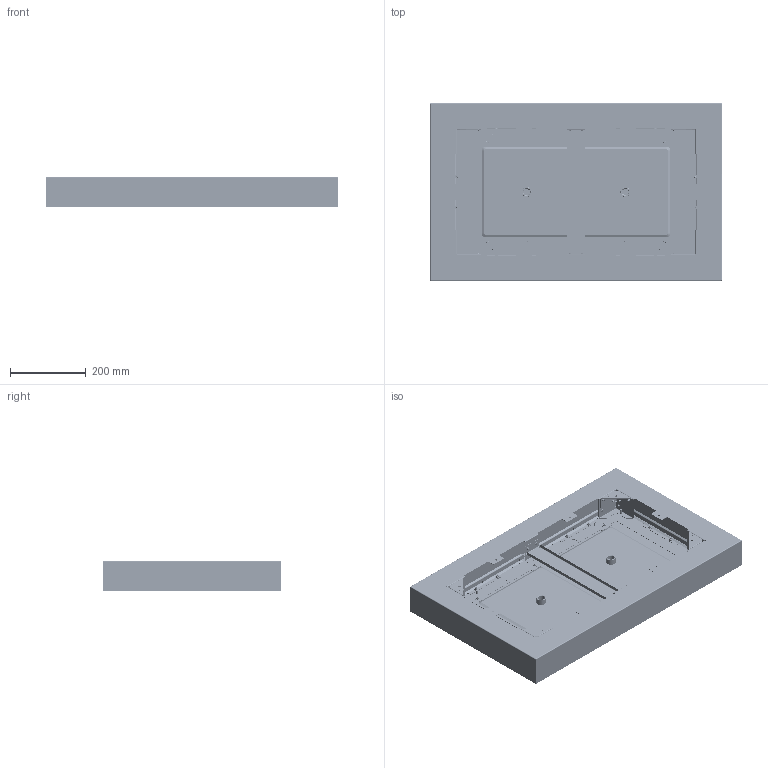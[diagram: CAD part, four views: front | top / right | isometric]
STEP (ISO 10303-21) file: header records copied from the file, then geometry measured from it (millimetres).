
FILE_DESCRIPTION(('STEP AP214'),'1');
FILE_NAME('Art.67241.stp','2021-03-03T11:32:30',(' '),(' '),'Spatial InterOp 3D',' ',' ');
FILE_SCHEMA(('AUTOMOTIVE_DESIGN { 1 0 10303 214 1 1 1 1 }'));
Length unit declared in the file: millimetre
Products named in the file (52): Art.67241; ASSEM1; S.00340; 22509; S.00317; S.00110; S.00207; STRIPS1000RGB; Seg. Guaina; Seg. LED; STRIPS1000RGB L=325; 22228; T.RA063; 21723; T.RA003; 22221; C_1812; P.00100; 21261; 22222; 22229; S.00104; 22227; 22226; GrR; 21656; 22225; 22224; 22288
Assembly tree (244 placements, depth 5):
  Art.67241
    ASSEM1
    (unnamed)
    S.00340  x24
      ASSEM1
      (unnamed)
      (unnamed)
      (unnamed)
      (unnamed)
      S.00340
    22509  x4
    S.00317  x4
      ASSEM1
      S.00317
    S.00110  x20
    S.00207  x20
      ASSEM1
      S.00207
    STRIPS1000RGB L=325  x6
      STRIPS1000RGB
        Seg. Guaina
        Seg. LED
      22228
    T.RA063  x6
      ASSEM1
      T.RA063
    21723  x8
    22221  x2
      T.RA003
        ASSEM1
        (unnamed)
        T.RA003
      C_1812
      P.00100
        ASSEM1
        (unnamed)
        (unnamed)
        P.00100
      21261
    22222
      S.00317  x8
        ASSEM1
        S.00317
      22229
      S.00104  x6
        ASSEM1
        (unnamed)
        S.00104
      22227  x2
      22226  x2
      GrR  x4
        S.00317
          ASSEM1
          S.00317
        21656
    22225  x2
    22224  x2
    22288
Bounding box: 770 x 470 x 80 mm (x, y, z)
Volume: 1553415.4 mm3; surface area: 2710163.5 mm2
Topology: 374 solids, 374 shells, 8116 faces, 18810 edges, 11902 vertices
Faces by surface type: plane 2966, cylinder 2692, torus 1926, cone 264, sphere 240, bspline 28
Full cylindrical faces by diameter (mm): 0.4 x24, 1.5 x160, 1.7 x160, 2.6 x28, 3 x108, 3.1 x160, 3.3 x180, 4 x24, 4.2 x6, 4.4 x20, 4.6 x24, 4.8 x28, 5 x332, 5.2 x60, 6 x12, 6.2 x58, 6.9 x6, 7 x14, 8.2 x6, 10 x166, 10.2 x6, 12 x20, 14 x2, 16.4 x2, 18.631 x4, 19.05 x4, 22.9 x2, 23.1 x2, 25.9 x2
Entity records: 54361 total; most frequent: DIRECTION 7028, CARTESIAN_POINT 6344, ORIENTED_EDGE 5490, AXIS2_PLACEMENT_3D 2807, EDGE_CURVE 2745, EDGE_LOOP 2256, VERTEX_POINT 1977, FACE_OUTER_BOUND 1550
